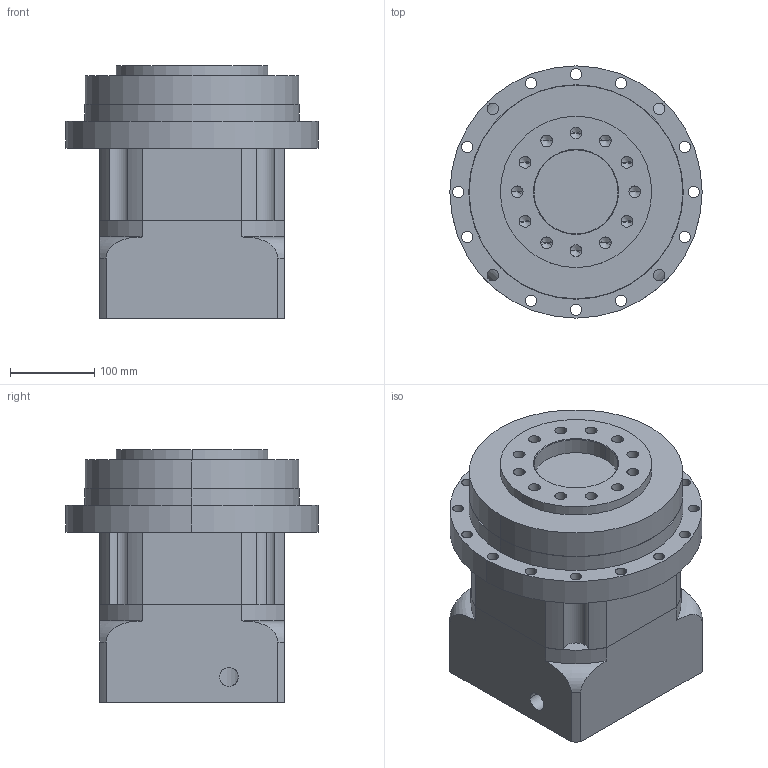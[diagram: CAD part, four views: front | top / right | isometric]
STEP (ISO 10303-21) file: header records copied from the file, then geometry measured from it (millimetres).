
FILE_DESCRIPTION (( 'STEP AP214' ), '1' );
FILE_NAME ('DF220-L1-XX-38-180-215-M12_2019.STEP', '2019-03-14T07:03:55', ( 'Y' ), ( 'NCU' ), 'SwSTEP 2.0', 'SolidWorks 2016', '' );
FILE_SCHEMA (( 'AUTOMOTIVE_DESIGN' ));
Length unit declared in the file: millimetre
Products named in the file (1): DF220-L1-XX-38-180-215-M12_2019
Bounding box: 300 x 300 x 300 mm (x, y, z)
Volume: 13375973.4 mm3; surface area: 752348.2 mm2
Topology: 3 solids, 3 shells, 318 faces, 772 edges, 482 vertices
Faces by surface type: cylinder 158, plane 106, cone 50, torus 4
Entity records: 11014 total; most frequent: CARTESIAN_POINT 2213, DIRECTION 1692, ORIENTED_EDGE 1480, EDGE_CURVE 740, AXIS2_PLACEMENT_3D 649, VERTEX_POINT 482, EDGE_LOOP 412, LINE 394
